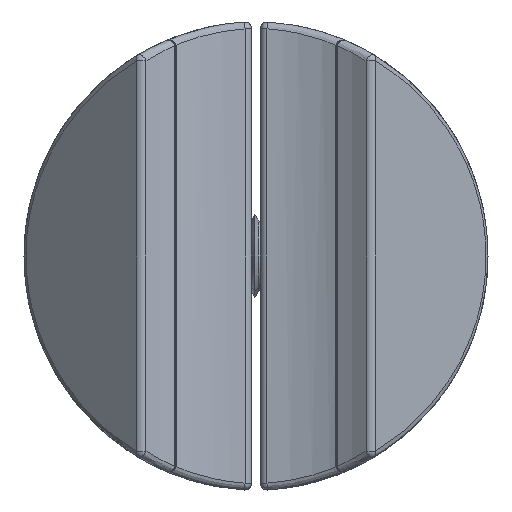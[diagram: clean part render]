
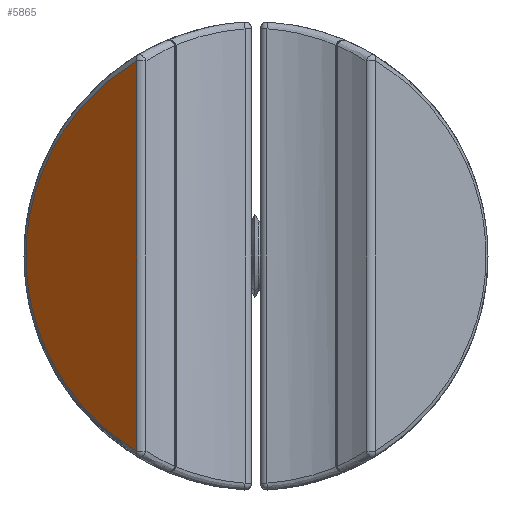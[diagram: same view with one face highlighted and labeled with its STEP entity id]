
A CAD part, front view. The second image highlights one B-rep face of the part: STEP entity #5865.
In plain terms, the highlighted face is planar.
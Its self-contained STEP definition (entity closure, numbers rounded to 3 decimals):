
#1943=DIRECTION('',(1.,0.,0.));
#1944=VECTOR('',#1943,28.301);
#1945=CARTESIAN_POINT('',(-14.15,0.34,
-8.34));
#1946=LINE('',#1945,#1944);
#2106=CARTESIAN_POINT('',(-14.15,0.34,
-8.34));
#2107=CARTESIAN_POINT('',(-13.421,1.555,
-9.555));
#2108=CARTESIAN_POINT('',(-11.649,3.797,
-11.797));
#2109=CARTESIAN_POINT('',(-8.221,6.371,
-14.371));
#2110=CARTESIAN_POINT('',(-4.251,7.986,
-15.986));
#2111=CARTESIAN_POINT('',(0.,8.537,
-16.537));
#2112=CARTESIAN_POINT('',(4.251,7.986,-15.986));
#2113=CARTESIAN_POINT('',(8.221,6.371,-14.371));
#2114=CARTESIAN_POINT('',(11.649,3.797,-11.797));
#2115=CARTESIAN_POINT('',(13.421,1.555,-9.555));
#2116=CARTESIAN_POINT('',(14.15,0.34,
-8.34));
#2532=VERTEX_POINT('',#2106);
#2533=VERTEX_POINT('',#2116);
#5856=CARTESIAN_POINT('',(-16.993,0.,-8.));
#5857=DIRECTION('',(0.,0.707,0.707));
#5858=DIRECTION('',(0.,-0.707,0.707));
#5859=AXIS2_PLACEMENT_3D('',#5856,#5857,#5858);
#5860=PLANE('',#5859);
#5861=ORIENTED_EDGE('',*,*,#5841,.F.);
#5862=ORIENTED_EDGE('',*,*,#5418,.T.);
#5863=EDGE_LOOP('',(#5861,#5862));
#5864=FACE_OUTER_BOUND('',#5863,.F.);
#2117=B_SPLINE_CURVE_WITH_KNOTS('',3,(#2106,#2107,#2108,#2109,#2110,#2111,#2112,
#2113,#2114,#2115,#2116),.UNSPECIFIED.,.F.,.F.,(4,1,1,1,1,1,1,1,4),(0.,
0.125,0.25,0.375,0.5,0.625,0.75,0.875,1.),.UNSPECIFIED.);
#5418=EDGE_CURVE('',#2532,#2533,#1946,.T.);
#5841=EDGE_CURVE('',#2532,#2533,#2117,.T.);
#5865=ADVANCED_FACE('',(#5864),#5860,.F.);
